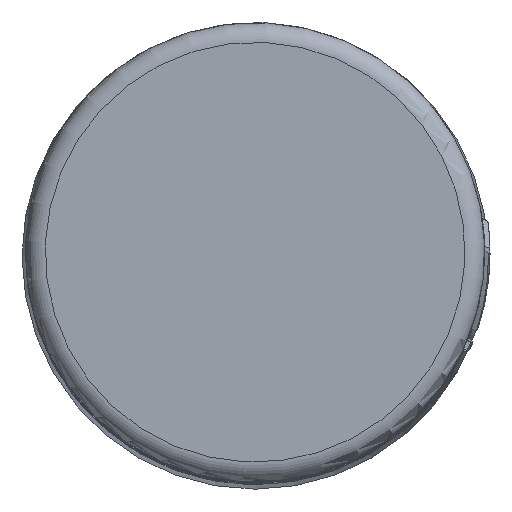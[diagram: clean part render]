
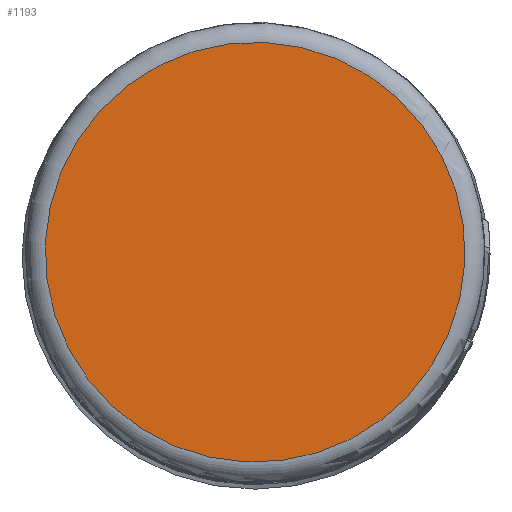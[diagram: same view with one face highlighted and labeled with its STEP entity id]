
A CAD part, top view. The second image highlights one B-rep face of the part: STEP entity #1193.
In plain terms, the highlighted planar face has unit normal (0, 0, 1).
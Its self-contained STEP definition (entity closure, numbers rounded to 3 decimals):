
#983=PLANE('',#3621);
#1066=FACE_OUTER_BOUND('',#1585,.T.);
#1193=ADVANCED_FACE('',(#1066),#983,.F.);
#1585=EDGE_LOOP('',(#2398));
#1848=CIRCLE('',#3620,32.);
#2398=ORIENTED_EDGE('',*,*,#3151,.T.);
#2835=VERTEX_POINT('',#5760);
#3151=EDGE_CURVE('',#2835,#2835,#1848,.T.);
#3620=AXIS2_PLACEMENT_3D('',#5759,#4152,#4153);
#3621=AXIS2_PLACEMENT_3D('',#5761,#4154,#4155);
#4152=DIRECTION('',(0.,0.,1.));
#4153=DIRECTION('',(0.542,0.841,0.));
#4154=DIRECTION('',(0.,0.,-1.));
#4155=DIRECTION('',(0.542,0.841,0.));
#5759=CARTESIAN_POINT('',(0.,0.,328.65));
#5760=CARTESIAN_POINT('',(17.335,26.898,328.65));
#5761=CARTESIAN_POINT('',(-29.42,18.96,328.65));
